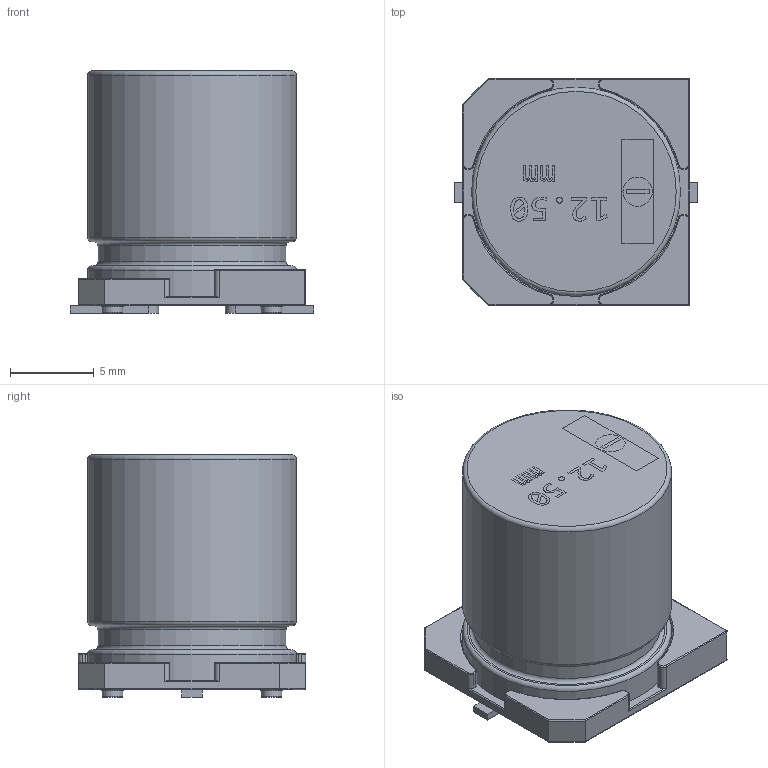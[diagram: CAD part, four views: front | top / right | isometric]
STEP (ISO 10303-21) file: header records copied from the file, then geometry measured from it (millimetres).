
FILE_DESCRIPTION(/* description */ (''),/* implementation_level */ '2;1');
FILE_NAME(/* name */ 'CAP SMT AL ELEC D12.50mm H14.50mm S13.60mm.step',/* time_stamp */ '2020-11-18T00:57:15+02:00',/* author */ (''),/* organization */ (''),/* preprocessor_version */ 'ST-DEVELOPER v18.1',/* originating_system */ 'Autodesk Translation Framework v9.3.0.1241',/* authorisation */ '');
FILE_SCHEMA (('AUTOMOTIVE_DESIGN { 1 0 10303 214 3 1 1 }'));
Length unit declared in the file: millimetre
Products named in the file (1): Model - SMT CAP ELEC
Bounding box: 14.6 x 13.6 x 14.5 mm (x, y, z)
Volume: 1801.9 mm3; surface area: 1062.1 mm2
Topology: 1 solids, 1 shells, 157 faces, 534 edges, 398 vertices
Faces by surface type: cylinder 63, plane 49, torus 33, sphere 12
Full cylindrical faces by diameter (mm): 1.25 x4, 11.25 x1, 12.5 x2
Entity records: 6411 total; most frequent: CARTESIAN_POINT 1714, ORIENTED_EDGE 1068, DIRECTION 875, EDGE_CURVE 534, VERTEX_POINT 398, AXIS2_PLACEMENT_3D 337, LINE 201, VECTOR 201
